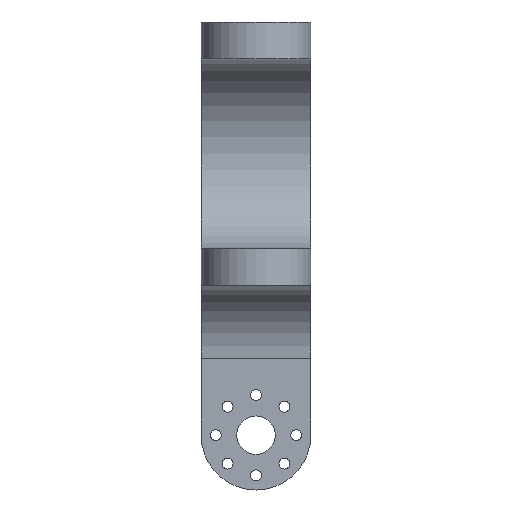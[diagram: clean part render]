
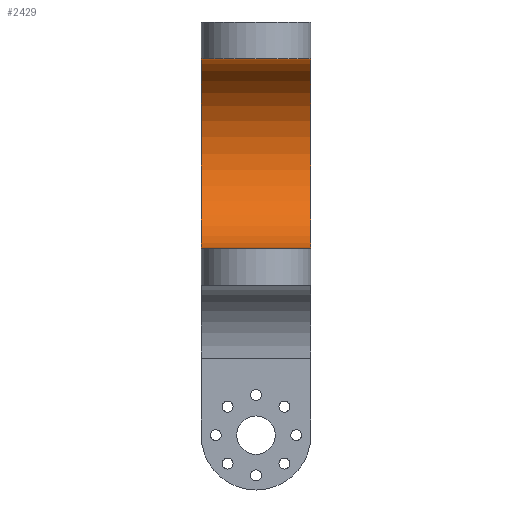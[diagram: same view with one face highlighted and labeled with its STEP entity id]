
A CAD part, left-side view. The second image highlights one B-rep face of the part: STEP entity #2429.
In plain terms, the highlighted cylindrical face has radius 26 mm (diameter 52 mm), a partial arc.
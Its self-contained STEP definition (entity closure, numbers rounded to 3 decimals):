
#32 = PLANE('',#33);
#33 = AXIS2_PLACEMENT_3D('',#34,#35,#36);
#34 = CARTESIAN_POINT('',(0.,15.,0.));
#35 = DIRECTION('',(0.,1.,0.));
#36 = DIRECTION('',(1.,0.,0.));
#287 = VERTEX_POINT('',#288);
#288 = CARTESIAN_POINT('',(15.,15.,10.));
#302 = PLANE('',#303);
#303 = AXIS2_PLACEMENT_3D('',#304,#305,#306);
#304 = CARTESIAN_POINT('',(-15.,-15.,10.));
#305 = DIRECTION('',(0.,0.,1.));
#306 = DIRECTION('',(1.,0.,0.));
#314 = EDGE_CURVE('',#315,#287,#317,.T.);
#315 = VERTEX_POINT('',#316);
#316 = CARTESIAN_POINT('',(15.,15.,62.));
#317 = SURFACE_CURVE('',#318,(#323,#330),.PCURVE_S1.);
#318 = CIRCLE('',#319,26.);
#319 = AXIS2_PLACEMENT_3D('',#320,#321,#322);
#320 = CARTESIAN_POINT('',(15.,15.,36.));
#321 = DIRECTION('',(0.,1.,0.));
#322 = DIRECTION('',(0.,-0.,1.));
#323 = PCURVE('',#32,#324);
#324 = DEFINITIONAL_REPRESENTATION('',(#325),#329);
#325 = CIRCLE('',#326,26.);
#326 = AXIS2_PLACEMENT_2D('',#327,#328);
#327 = CARTESIAN_POINT('',(15.,-36.));
#328 = DIRECTION('',(0.,-1.));
#329 = ( GEOMETRIC_REPRESENTATION_CONTEXT(2) 
PARAMETRIC_REPRESENTATION_CONTEXT() REPRESENTATION_CONTEXT('2D SPACE',''
  ) );
#330 = PCURVE('',#331,#336);
#331 = CYLINDRICAL_SURFACE('',#332,26.);
#332 = AXIS2_PLACEMENT_3D('',#333,#334,#335);
#333 = CARTESIAN_POINT('',(15.,-15.,36.));
#334 = DIRECTION('',(0.,-1.,0.));
#335 = DIRECTION('',(1.,0.,0.));
#336 = DEFINITIONAL_REPRESENTATION('',(#337),#341);
#337 = LINE('',#338,#339);
#338 = CARTESIAN_POINT('',(7.854,-30.));
#339 = VECTOR('',#340,1.);
#340 = DIRECTION('',(-1.,-0.));
#341 = ( GEOMETRIC_REPRESENTATION_CONTEXT(2) 
PARAMETRIC_REPRESENTATION_CONTEXT() REPRESENTATION_CONTEXT('2D SPACE',''
  ) );
#359 = PLANE('',#360);
#360 = AXIS2_PLACEMENT_3D('',#361,#362,#363);
#361 = CARTESIAN_POINT('',(-15.,-15.,62.));
#362 = DIRECTION('',(0.,0.,1.));
#363 = DIRECTION('',(1.,0.,0.));
#587 = PLANE('',#588);
#588 = AXIS2_PLACEMENT_3D('',#589,#590,#591);
#589 = CARTESIAN_POINT('',(113.,-15.,10.));
#590 = DIRECTION('',(0.,-1.,0.));
#591 = DIRECTION('',(0.,0.,-1.));
#2116 = VERTEX_POINT('',#2117);
#2117 = CARTESIAN_POINT('',(15.,-15.,10.));
#2138 = EDGE_CURVE('',#2116,#287,#2139,.T.);
#2139 = SURFACE_CURVE('',#2140,(#2144,#2151),.PCURVE_S1.);
#2140 = LINE('',#2141,#2142);
#2141 = CARTESIAN_POINT('',(15.,-15.,10.));
#2142 = VECTOR('',#2143,1.);
#2143 = DIRECTION('',(0.,1.,0.));
#2144 = PCURVE('',#302,#2145);
#2145 = DEFINITIONAL_REPRESENTATION('',(#2146),#2150);
#2146 = LINE('',#2147,#2148);
#2147 = CARTESIAN_POINT('',(30.,0.));
#2148 = VECTOR('',#2149,1.);
#2149 = DIRECTION('',(0.,1.));
#2150 = ( GEOMETRIC_REPRESENTATION_CONTEXT(2) 
PARAMETRIC_REPRESENTATION_CONTEXT() REPRESENTATION_CONTEXT('2D SPACE',''
  ) );
#2151 = PCURVE('',#331,#2152);
#2152 = DEFINITIONAL_REPRESENTATION('',(#2153),#2157);
#2153 = LINE('',#2154,#2155);
#2154 = CARTESIAN_POINT('',(4.712,0.));
#2155 = VECTOR('',#2156,1.);
#2156 = DIRECTION('',(0.,-1.));
#2157 = ( GEOMETRIC_REPRESENTATION_CONTEXT(2) 
PARAMETRIC_REPRESENTATION_CONTEXT() REPRESENTATION_CONTEXT('2D SPACE',''
  ) );
#2429 = ADVANCED_FACE('',(#2430),#331,.F.);
#2430 = FACE_BOUND('',#2431,.F.);
#2431 = EDGE_LOOP('',(#2432,#2456,#2457,#2458));
#2432 = ORIENTED_EDGE('',*,*,#2433,.F.);
#2433 = EDGE_CURVE('',#2116,#2434,#2436,.T.);
#2434 = VERTEX_POINT('',#2435);
#2435 = CARTESIAN_POINT('',(15.,-15.,62.));
#2436 = SURFACE_CURVE('',#2437,(#2442,#2449),.PCURVE_S1.);
#2437 = CIRCLE('',#2438,26.);
#2438 = AXIS2_PLACEMENT_3D('',#2439,#2440,#2441);
#2439 = CARTESIAN_POINT('',(15.,-15.,36.));
#2440 = DIRECTION('',(0.,-1.,0.));
#2441 = DIRECTION('',(0.,0.,-1.));
#2442 = PCURVE('',#331,#2443);
#2443 = DEFINITIONAL_REPRESENTATION('',(#2444),#2448);
#2444 = LINE('',#2445,#2446);
#2445 = CARTESIAN_POINT('',(4.712,0.));
#2446 = VECTOR('',#2447,1.);
#2447 = DIRECTION('',(1.,0.));
#2448 = ( GEOMETRIC_REPRESENTATION_CONTEXT(2) 
PARAMETRIC_REPRESENTATION_CONTEXT() REPRESENTATION_CONTEXT('2D SPACE',''
  ) );
#2449 = PCURVE('',#587,#2450);
#2450 = DEFINITIONAL_REPRESENTATION('',(#2451),#2455);
#2451 = CIRCLE('',#2452,26.);
#2452 = AXIS2_PLACEMENT_2D('',#2453,#2454);
#2453 = CARTESIAN_POINT('',(-26.,-98.));
#2454 = DIRECTION('',(1.,0.));
#2455 = ( GEOMETRIC_REPRESENTATION_CONTEXT(2) 
PARAMETRIC_REPRESENTATION_CONTEXT() REPRESENTATION_CONTEXT('2D SPACE',''
  ) );
#2456 = ORIENTED_EDGE('',*,*,#2138,.T.);
#2457 = ORIENTED_EDGE('',*,*,#314,.F.);
#2458 = ORIENTED_EDGE('',*,*,#2459,.F.);
#2459 = EDGE_CURVE('',#2434,#315,#2460,.T.);
#2460 = SURFACE_CURVE('',#2461,(#2465,#2472),.PCURVE_S1.);
#2461 = LINE('',#2462,#2463);
#2462 = CARTESIAN_POINT('',(15.,-15.,62.));
#2463 = VECTOR('',#2464,1.);
#2464 = DIRECTION('',(0.,1.,0.));
#2465 = PCURVE('',#331,#2466);
#2466 = DEFINITIONAL_REPRESENTATION('',(#2467),#2471);
#2467 = LINE('',#2468,#2469);
#2468 = CARTESIAN_POINT('',(7.854,0.));
#2469 = VECTOR('',#2470,1.);
#2470 = DIRECTION('',(0.,-1.));
#2471 = ( GEOMETRIC_REPRESENTATION_CONTEXT(2) 
PARAMETRIC_REPRESENTATION_CONTEXT() REPRESENTATION_CONTEXT('2D SPACE',''
  ) );
#2472 = PCURVE('',#359,#2473);
#2473 = DEFINITIONAL_REPRESENTATION('',(#2474),#2478);
#2474 = LINE('',#2475,#2476);
#2475 = CARTESIAN_POINT('',(30.,0.));
#2476 = VECTOR('',#2477,1.);
#2477 = DIRECTION('',(0.,1.));
#2478 = ( GEOMETRIC_REPRESENTATION_CONTEXT(2) 
PARAMETRIC_REPRESENTATION_CONTEXT() REPRESENTATION_CONTEXT('2D SPACE',''
  ) );
